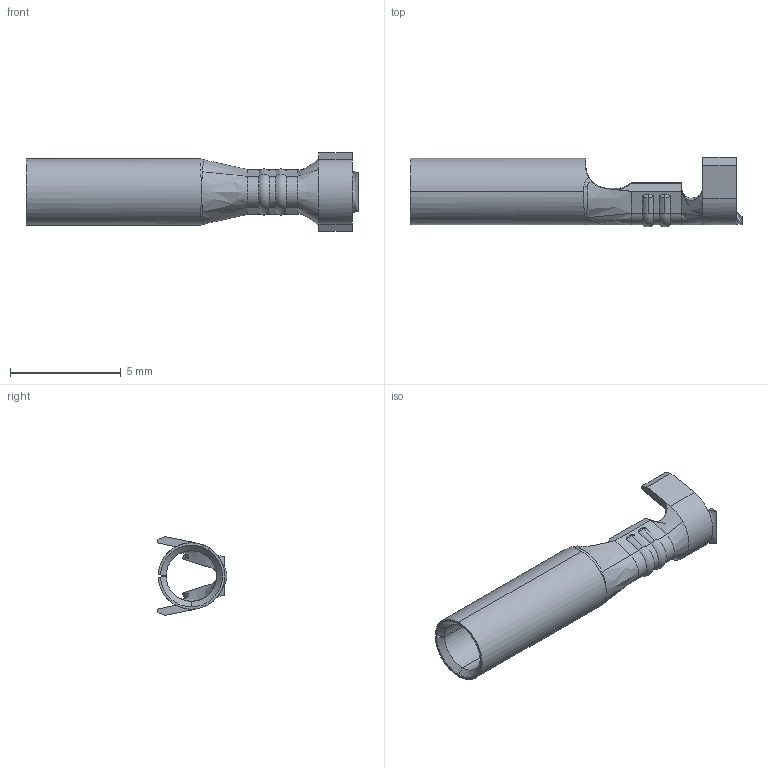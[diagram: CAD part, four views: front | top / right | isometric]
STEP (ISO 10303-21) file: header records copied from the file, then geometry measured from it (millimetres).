
FILE_DESCRIPTION (( 'STEP AP203' ), '1' );
FILE_NAME ('09363.STEP', '2015-02-05T14:07:59', ( '' ), ( '' ), 'SwSTEP 2.0', 'SolidWorks 2014', '' );
FILE_SCHEMA (( 'CONFIG_CONTROL_DESIGN' ));
Length unit declared in the file: inch
Products named in the file (1): 09363
Bounding box: 14.99 x 3.14 x 3.56 mm (x, y, z)
Volume: 34.1 mm3; surface area: 214.2 mm2
Topology: 1 solids, 1 shells, 129 faces, 333 edges, 198 vertices
Faces by surface type: plane 48, bspline 42, cylinder 22, torus 10, cone 7
Entity records: 4860 total; most frequent: CARTESIAN_POINT 2004, ORIENTED_EDGE 650, DIRECTION 476, EDGE_CURVE 325, VERTEX_POINT 198, AXIS2_PLACEMENT_3D 159, LINE 158, VECTOR 158
